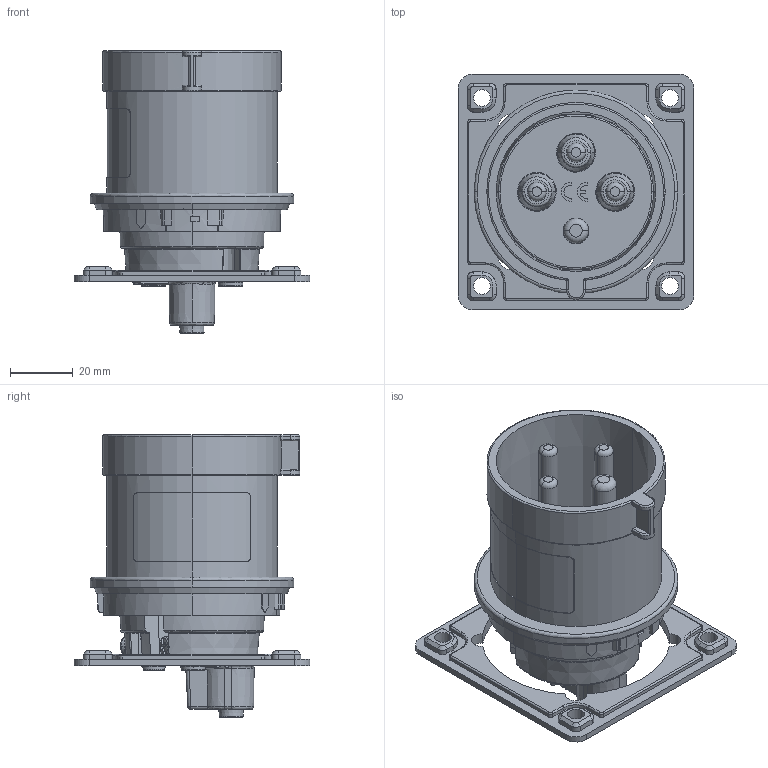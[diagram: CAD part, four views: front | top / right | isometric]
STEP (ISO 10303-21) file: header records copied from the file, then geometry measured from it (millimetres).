
FILE_DESCRIPTION (( 'STEP AP214' ), '1' );
FILE_NAME ('CATSTD-0S332-0B9-M01.STEP', '2019-08-13T18:57:15', ( '' ), ( '' ), 'SwSTEP 2.0', 'SolidWorks 2017', '' );
FILE_SCHEMA (( 'AUTOMOTIVE_DESIGN' ));
Length unit declared in the file: millimetre
Products named in the file (1): CATSTD-0S332-0B9-M01
Bounding box: 75.3 x 75.3 x 90.2 mm (x, y, z)
Volume: 38496.1 mm3; surface area: 66574.4 mm2
Topology: 14 solids, 15 shells, 2785 faces, 6973 edges, 4246 vertices
Faces by surface type: bspline 993, cylinder 840, plane 695, cone 249, torus 8
Entity records: 114559 total; most frequent: CARTESIAN_POINT 56608, ORIENTED_EDGE 13820, DIRECTION 9646, EDGE_CURVE 6910, VERTEX_POINT 4235, AXIS2_PLACEMENT_3D 3748, EDGE_LOOP 2911, ADVANCED_FACE 2782
